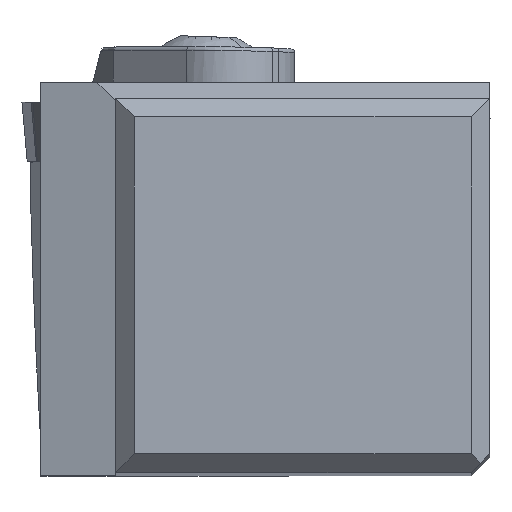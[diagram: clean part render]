
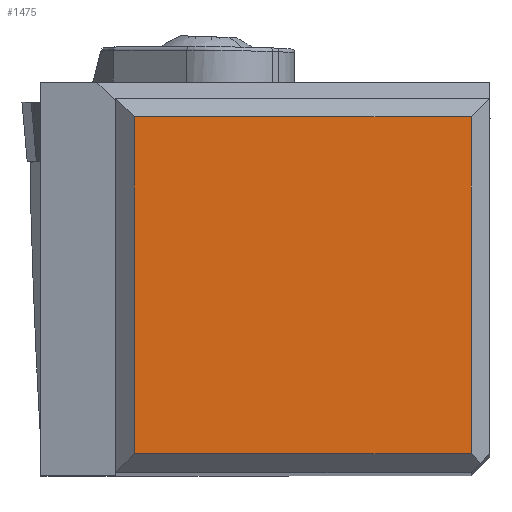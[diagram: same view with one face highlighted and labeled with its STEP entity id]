
A CAD part, top view. The second image highlights one B-rep face of the part: STEP entity #1475.
In plain terms, the highlighted planar face has unit normal (0, 0, 1).
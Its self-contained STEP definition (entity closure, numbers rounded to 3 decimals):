
#1300=FACE_OUTER_BOUND('',#1764,.T.);
#1475=ADVANCED_FACE('',(#1300),#1640,.T.);
#1640=PLANE('',#4861);
#1764=EDGE_LOOP('',(#2230,#2231,#2232,#2233));
#2230=ORIENTED_EDGE('',*,*,#3447,.F.);
#2231=ORIENTED_EDGE('',*,*,#3455,.T.);
#2232=ORIENTED_EDGE('',*,*,#3453,.T.);
#2233=ORIENTED_EDGE('',*,*,#3449,.T.);
#3049=VERTEX_POINT('',#6684);
#3050=VERTEX_POINT('',#6686);
#3051=VERTEX_POINT('',#6690);
#3053=VERTEX_POINT('',#6698);
#3447=EDGE_CURVE('',#3049,#3050,#4159,.T.);
#3449=EDGE_CURVE('',#3051,#3050,#4161,.T.);
#3453=EDGE_CURVE('',#3053,#3051,#4165,.T.);
#3455=EDGE_CURVE('',#3049,#3053,#4167,.T.);
#4159=LINE('',#6685,#4393);
#4161=LINE('',#6689,#4395);
#4165=LINE('',#6697,#4399);
#4167=LINE('',#6701,#4401);
#4393=VECTOR('',#5512,1.);
#4395=VECTOR('',#5516,1.);
#4399=VECTOR('',#5524,1.);
#4401=VECTOR('',#5528,1.);
#4861=AXIS2_PLACEMENT_3D('',#6703,#5531,#5532);
#5512=DIRECTION('',(1.,0.,0.));
#5516=DIRECTION('',(0.,1.,0.));
#5524=DIRECTION('',(1.,0.,0.));
#5528=DIRECTION('',(0.,-1.,0.));
#5531=DIRECTION('',(0.,0.,1.));
#5532=DIRECTION('',(1.,0.,0.));
#6684=CARTESIAN_POINT('',(-19.,19.,0.));
#6685=CARTESIAN_POINT('',(-19.,19.,0.));
#6686=CARTESIAN_POINT('',(-1.,19.,0.));
#6689=CARTESIAN_POINT('',(-1.,1.,0.));
#6690=CARTESIAN_POINT('',(-1.,1.,0.));
#6697=CARTESIAN_POINT('',(-19.,1.,0.));
#6698=CARTESIAN_POINT('',(-19.,1.,0.));
#6701=CARTESIAN_POINT('',(-19.,19.,0.));
#6703=CARTESIAN_POINT('',(-10.,10.,0.));
